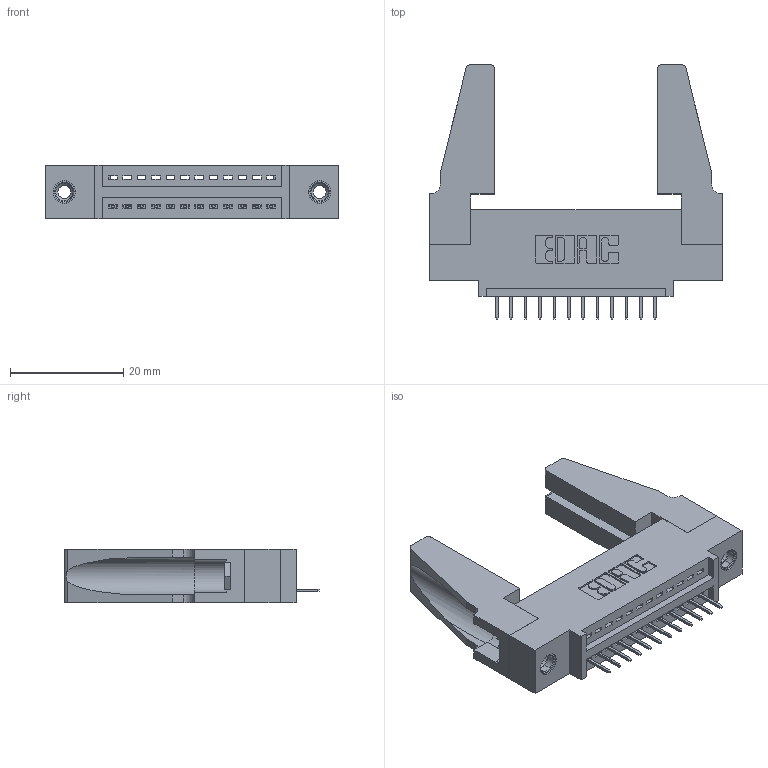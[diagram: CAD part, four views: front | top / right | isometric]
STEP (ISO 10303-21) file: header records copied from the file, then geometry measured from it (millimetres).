
FILE_DESCRIPTION (( 'STEP AP203' ), '1' );
FILE_NAME ('395-012-524-488.STEP', '2019-10-16T00:48:28', ( '' ), ( '' ), 'SwSTEP 2.0', 'SolidWorks 2016', '' );
FILE_SCHEMA (( 'CONFIG_CONTROL_DESIGN' ));
Length unit declared in the file: inch
Products named in the file (5): 345-220-078_345-220-088; 345-250-001_345-250-001-102; 345-292-001_345-293-124; 345 Part_0.110 Offset - 0.156 Dia-TH; 395-012-524-488
Assembly tree (17 placements, depth 2):
  395-012-524-488
    345 Part_0.110 Offset - 0.156 Dia-TH
    345-292-001_345-293-124  x12
    345-250-001_345-250-001-102  x2
    345-220-078_345-220-088  x2
Bounding box: 51.71 x 45.01 x 9.4 mm (x, y, z)
Volume: 7797.9 mm3; surface area: 8692.2 mm2
Topology: 17 solids, 17 shells, 998 faces, 2827 edges, 1826 vertices
Faces by surface type: plane 708, cylinder 274, cone 12, torus 4
Entity records: 15424 total; most frequent: CARTESIAN_POINT 2662, ORIENTED_EDGE 2568, DIRECTION 2376, EDGE_CURVE 1284, VECTOR 1066, LINE 1066, VERTEX_POINT 846, AXIS2_PLACEMENT_3D 655
